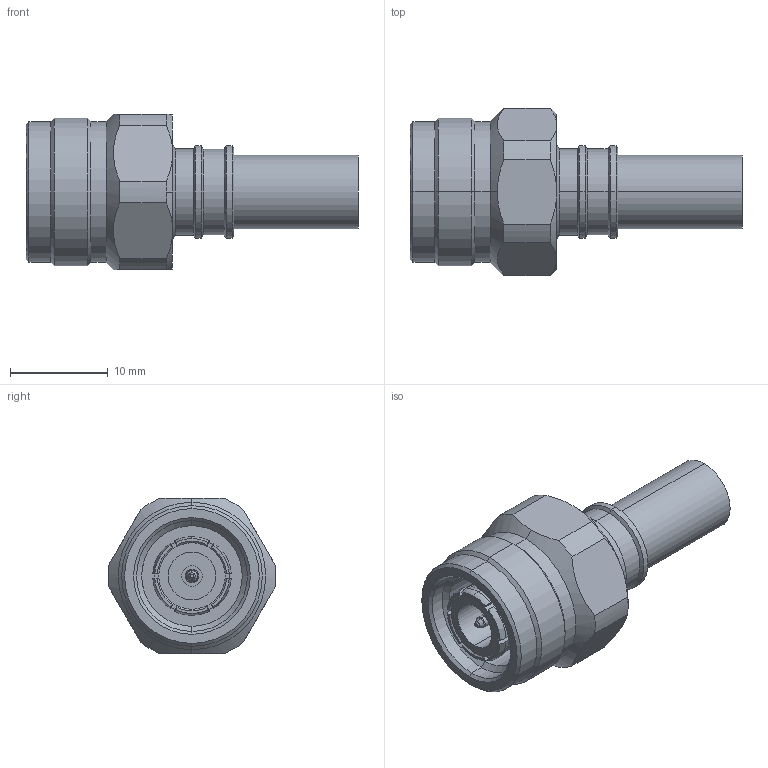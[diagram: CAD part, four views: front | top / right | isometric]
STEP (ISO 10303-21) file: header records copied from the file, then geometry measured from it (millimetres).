
FILE_DESCRIPTION (( 'STEP AP203' ), '1' );
FILE_NAME ('3190-6373(EZ-240-TM-PL-X).STEP', '2020-08-27T08:04:38', ( '' ), ( '' ), 'SwSTEP 2.0', 'SolidWorks 2017', '' );
FILE_SCHEMA (( 'CONFIG_CONTROL_DESIGN' ));
Length unit declared in the file: millimetre
Products named in the file (1): 3190-6373(EZ-240-TM-PL-X)
Bounding box: 34 x 17.19 x 15.88 mm (x, y, z)
Volume: 2988.9 mm3; surface area: 2885.6 mm2
Topology: 2 solids, 2 shells, 167 faces, 396 edges, 244 vertices
Faces by surface type: cone 58, cylinder 50, plane 45, bspline 14
Entity records: 5185 total; most frequent: CARTESIAN_POINT 1262, DIRECTION 838, ORIENTED_EDGE 792, EDGE_CURVE 396, AXIS2_PLACEMENT_3D 344, VERTEX_POINT 244, CIRCLE 190, EDGE_LOOP 180
